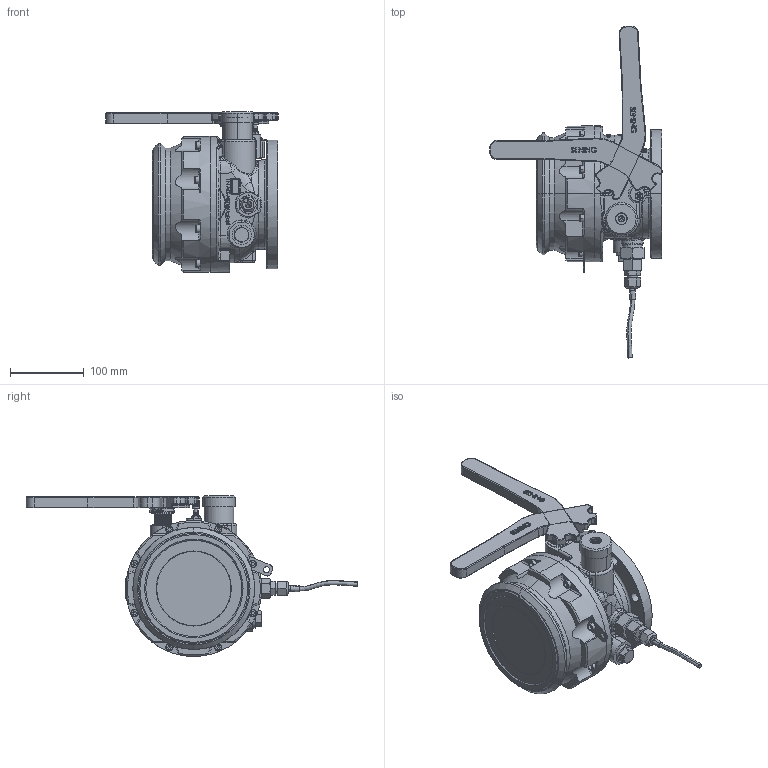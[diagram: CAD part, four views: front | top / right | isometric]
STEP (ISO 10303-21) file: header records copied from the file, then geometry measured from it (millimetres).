
FILE_DESCRIPTION (( 'STEP AP214' ), '1' );
FILE_NAME ('VKV1M-I_251945.STEP', '2012-09-27T11:47:10', ( 'Admin2' ), ( '' ), 'SwSTEP 2.0', 'SolidWorks 2010', '' );
FILE_SCHEMA (( 'AUTOMOTIVE_DESIGN' ));
Length unit declared in the file: millimetre
Products named in the file (1): VKV1M-I_251945
Bounding box: 233.48 x 449.46 x 217.85 mm (x, y, z)
Surface area: 327995.5 mm2 (no closed solid volume)
Topology: 0 solids, 60 shells, 1464 faces, 4737 edges, 3163 vertices
Faces by surface type: plane 457, cylinder 447, bspline 218, torus 217, cone 94, sphere 31
Entity records: 89073 total; most frequent: CARTESIAN_POINT 38283, ORIENTED_EDGE 7742, DIRECTION 7355, EDGE_CURVE 4684, VERTEX_POINT 3158, AXIS2_PLACEMENT_3D 2780, LINE 1795, VECTOR 1795
